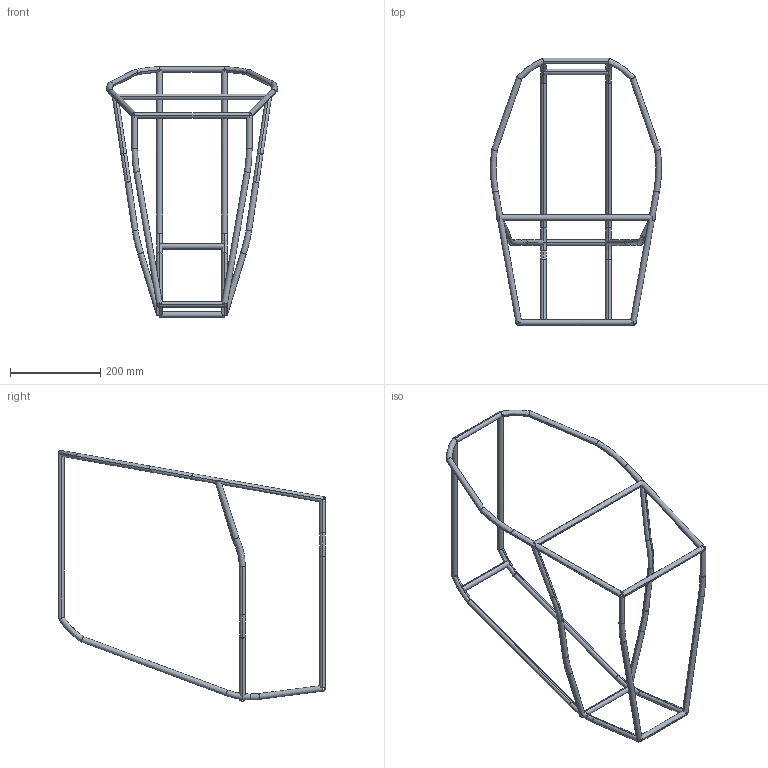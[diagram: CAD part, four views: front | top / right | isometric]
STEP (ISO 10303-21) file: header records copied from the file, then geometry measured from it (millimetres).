
FILE_DESCRIPTION (( 'STEP AP214' ), '1' );
FILE_NAME ('Full_Frame.STEP', '2024-01-10T16:04:55', ( '' ), ( '' ), 'SwSTEP 2.0', 'SolidWorks 2023', '' );
FILE_SCHEMA (( 'AUTOMOTIVE_DESIGN' ));
Length unit declared in the file: inch
Products named in the file (1): Full_Frame
Bounding box: 379.83 x 592.85 x 557.14 mm (x, y, z)
Volume: 233787.2 mm3; surface area: 462061.4 mm2
Topology: 32 solids, 32 shells, 228 faces, 488 edges, 324 vertices
Faces by surface type: cylinder 104, plane 64, torus 60
Entity records: 9365 total; most frequent: CARTESIAN_POINT 3930, DIRECTION 1074, ORIENTED_EDGE 976, EDGE_CURVE 488, AXIS2_PLACEMENT_3D 485, VERTEX_POINT 324, EDGE_LOOP 292, CIRCLE 256
